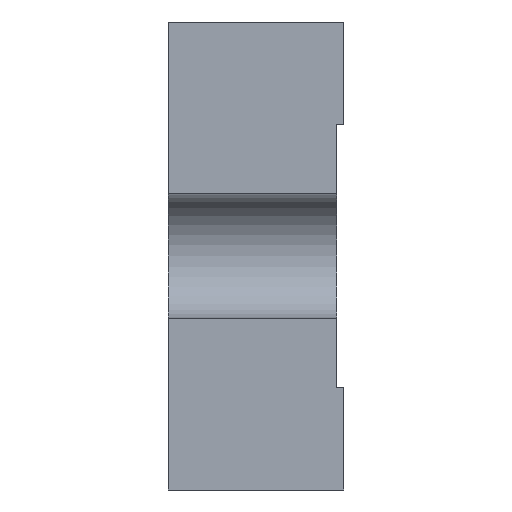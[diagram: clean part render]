
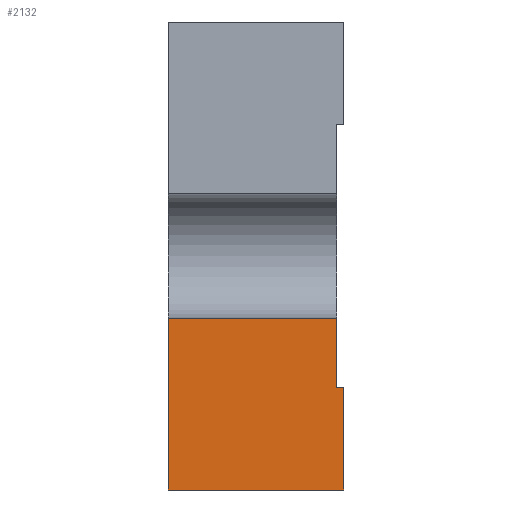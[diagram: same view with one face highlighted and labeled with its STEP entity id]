
A CAD part, left-side view. The second image highlights one B-rep face of the part: STEP entity #2132.
In plain terms, the highlighted planar face has unit normal (-1, 0, 0).
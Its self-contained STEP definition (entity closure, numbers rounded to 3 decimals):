
#1980 = VERTEX_POINT ( 'NONE', #6134 ) ;
#2032 = EDGE_CURVE ( 'NONE', #2038, #1980, #6261, .T. ) ;
#2038 = VERTEX_POINT ( 'NONE', #6260 ) ;
#2085 = EDGE_CURVE ( 'NONE', #2101, #2038, #6435, .T. ) ;
#2101 = VERTEX_POINT ( 'NONE', #6470 ) ;
#2118 = VERTEX_POINT ( 'NONE', #6474 ) ;
#2120 = ORIENTED_EDGE ( 'NONE', *, *, #2127, .T. ) ;
#2121 = ORIENTED_EDGE ( 'NONE', *, *, #2032, .F. ) ;
#2122 = EDGE_CURVE ( 'NONE', #1980, #2118, #6513, .T. ) ;
#2123 = VERTEX_POINT ( 'NONE', #6511 ) ;
#2124 = ORIENTED_EDGE ( 'NONE', *, *, #2122, .F. ) ;
#2127 = EDGE_CURVE ( 'NONE', #2123, #2181, #6495, .T. ) ;
#2131 = EDGE_LOOP ( 'NONE', ( #2120, #2136, #2124, #2121, #2175, #2168 ) ) ;
#2132 = ADVANCED_FACE ( 'NONE', ( #6497 ), #6496, .F. ) ;
#2134 = EDGE_CURVE ( 'NONE', #2118, #2181, #6570, .T. ) ;
#2136 = ORIENTED_EDGE ( 'NONE', *, *, #2134, .F. ) ;
#2168 = ORIENTED_EDGE ( 'NONE', *, *, #2173, .T. ) ;
#2173 = EDGE_CURVE ( 'NONE', #2101, #2123, #6664, .T. ) ;
#2175 = ORIENTED_EDGE ( 'NONE', *, *, #2085, .F. ) ;
#2181 = VERTEX_POINT ( 'NONE', #6665 ) ;
#6134 = CARTESIAN_POINT ( 'NONE',  ( -57.15, 0.381, -3.365 ) ) ;
#6251 = DIRECTION ( 'NONE',  ( 0., -1., 0. ) ) ;
#6252 = VECTOR ( 'NONE', #6251, 1000. ) ;
#6253 = CARTESIAN_POINT ( 'NONE',  ( -57.15, 9.525, -3.365 ) ) ;
#6260 = CARTESIAN_POINT ( 'NONE',  ( -57.15, 9.525, -3.365 ) ) ;
#6261 = LINE ( 'NONE', #6253, #6252 ) ;
#6419 = DIRECTION ( 'NONE',  ( 0., 0., 1. ) ) ;
#6420 = VECTOR ( 'NONE', #6419, 1000. ) ;
#6434 = CARTESIAN_POINT ( 'NONE',  ( -57.15, 9.525, -3.365 ) ) ;
#6435 = LINE ( 'NONE', #6434, #6420 ) ;
#6470 = CARTESIAN_POINT ( 'NONE',  ( -57.15, 9.525, -12.7 ) ) ;
#6474 = CARTESIAN_POINT ( 'NONE',  ( -57.15, 0.381, -7.15 ) ) ;
#6492 = DIRECTION ( 'NONE',  ( 0., 0., 1. ) ) ;
#6493 = VECTOR ( 'NONE', #6492, 1000. ) ;
#6494 = CARTESIAN_POINT ( 'NONE',  ( -57.15, 0., -3.365 ) ) ;
#6495 = LINE ( 'NONE', #6494, #6493 ) ;
#6496 = PLANE ( 'NONE',  #6502 ) ;
#6497 = FACE_OUTER_BOUND ( 'NONE', #2131, .T. ) ;
#6502 = AXIS2_PLACEMENT_3D ( 'NONE', #6525, #6524, #6574 ) ;
#6504 = DIRECTION ( 'NONE',  ( 0., 0., -1. ) ) ;
#6505 = VECTOR ( 'NONE', #6504, 1000. ) ;
#6506 = CARTESIAN_POINT ( 'NONE',  ( -57.15, 0.381, 7.15 ) ) ;
#6511 = CARTESIAN_POINT ( 'NONE',  ( -57.15, 0., -12.7 ) ) ;
#6513 = LINE ( 'NONE', #6506, #6505 ) ;
#6524 = DIRECTION ( 'NONE',  ( 1., 0., 0. ) ) ;
#6525 = CARTESIAN_POINT ( 'NONE',  ( -57.15, 9.525, -3.365 ) ) ;
#6567 = DIRECTION ( 'NONE',  ( 0., -1., 0. ) ) ;
#6568 = VECTOR ( 'NONE', #6567, 1000. ) ;
#6569 = CARTESIAN_POINT ( 'NONE',  ( -57.15, 0.381, -7.15 ) ) ;
#6570 = LINE ( 'NONE', #6569, #6568 ) ;
#6574 = DIRECTION ( 'NONE',  ( 0., 0., -1. ) ) ;
#6661 = DIRECTION ( 'NONE',  ( 0., -1., 0. ) ) ;
#6662 = VECTOR ( 'NONE', #6661, 1000. ) ;
#6663 = CARTESIAN_POINT ( 'NONE',  ( -57.15, 9.525, -12.7 ) ) ;
#6664 = LINE ( 'NONE', #6663, #6662 ) ;
#6665 = CARTESIAN_POINT ( 'NONE',  ( -57.15, 0., -7.15 ) ) ;
